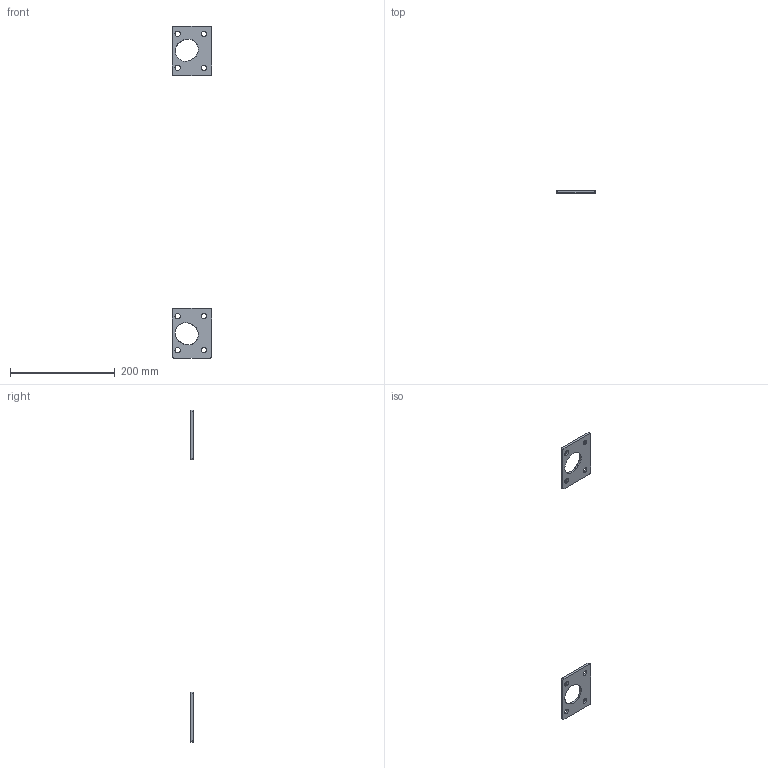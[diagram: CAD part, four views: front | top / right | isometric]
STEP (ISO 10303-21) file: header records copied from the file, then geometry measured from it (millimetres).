
FILE_DESCRIPTION(/* description */ (''),/* implementation_level */ '2;1');
FILE_NAME(/* name */ 'PTT01S004003A_P_INF_DUOMO_ANT_3_ASM.stp',/* time_stamp */ '2016-06-02T11:05:38+02:00',/* author */ (''),/* organization */ (''),/* preprocessor_version */ 'ST-DEVELOPER v16.5',/* originating_system */ 'Autodesk Translation Framework v5.0.0.3310',/* authorisation */ '');
FILE_SCHEMA (('AUTOMOTIVE_DESIGN { 1 0 10303 214 3 1 1 }'));
Length unit declared in the file: centimetre
Products named in the file (3): PTT01S004003A_P_INF_DUOMO_ANT_3_ASM; MANIFOLD_SOLID_BREP_6324; MANIFOLD_SOLID_BREP_7171
Assembly tree (2 placements, depth 2):
  PTT01S004003A_P_INF_DUOMO_ANT_3_ASM
    MANIFOLD_SOLID_BREP_6324
    MANIFOLD_SOLID_BREP_7171
Bounding box: 75 x 4.01 x 635 mm (x, y, z)
Surface area: 26144.3 mm2 (no closed solid volume)
Topology: 0 solids, 2 shells, 38 faces, 119 edges, 81 vertices
Faces by surface type: cylinder 26, plane 12
Full cylindrical faces by diameter (mm): 10.1 x8
Entity records: 1601 total; most frequent: CARTESIAN_POINT 483, DIRECTION 224, ORIENTED_EDGE 204, EDGE_CURVE 111, AXIS2_PLACEMENT_3D 96, VERTEX_POINT 81, EDGE_LOOP 66, CIRCLE 48
